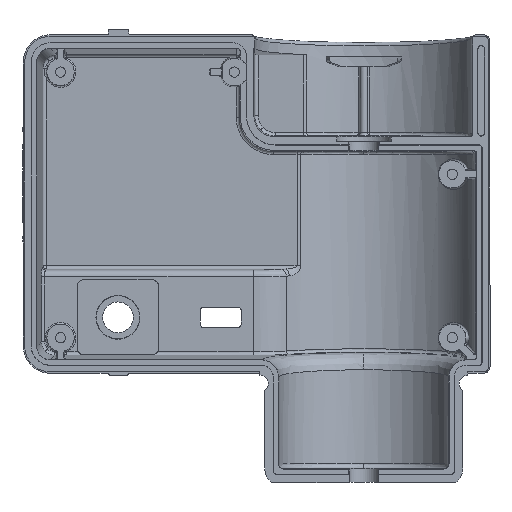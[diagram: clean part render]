
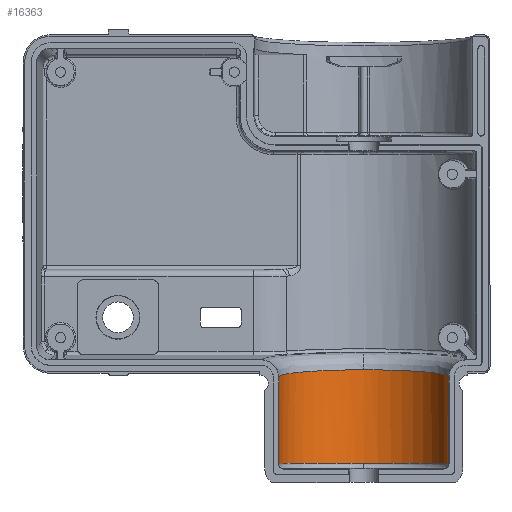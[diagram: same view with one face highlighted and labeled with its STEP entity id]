
A CAD part, front view. The second image highlights one B-rep face of the part: STEP entity #16363.
In plain terms, the highlighted cylindrical face has radius 12.5 mm (diameter 25 mm), a partial arc.
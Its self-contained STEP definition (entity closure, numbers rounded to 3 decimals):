
#1167 = ORIENTED_EDGE ( 'NONE', *, *, #26848, .T. ) ;
#1512 = ORIENTED_EDGE ( 'NONE', *, *, #21245, .T. ) ;
#1872 = CARTESIAN_POINT ( 'NONE',  ( 28.5, -2.5, -40.5 ) ) ;
#1903 = CARTESIAN_POINT ( 'NONE',  ( 3.5, -2.5, -27.751 ) ) ;
#2216 = CARTESIAN_POINT ( 'NONE',  ( 16., 10., -26.702 ) ) ;
#2677 = DIRECTION ( 'NONE',  ( 1., 0., 0. ) ) ;
#3327 = CARTESIAN_POINT ( 'NONE',  ( 16., -2.5, 33.005 ) ) ;
#4409 =( BOUNDED_CURVE ( )  B_SPLINE_CURVE ( 3, ( #24460, #25835, #15145, #2216 ),
 .UNSPECIFIED., .F., .F. ) 
 B_SPLINE_CURVE_WITH_KNOTS ( ( 4, 4 ),
 ( 4.712, 6.283 ),
 .UNSPECIFIED. ) 
 CURVE ( )  GEOMETRIC_REPRESENTATION_ITEM ( )  RATIONAL_B_SPLINE_CURVE ( ( 1., 0.805, 0.805, 1. ) ) 
 REPRESENTATION_ITEM ( '' )  );
#4729 = CARTESIAN_POINT ( 'NONE',  ( 28.5, -2.5, -40.5 ) ) ;
#4926 = EDGE_CURVE ( 'NONE', #12281, #33767, #9591, .T. ) ;
#5530 = CARTESIAN_POINT ( 'NONE',  ( 28.5, -2.5, -27.751 ) ) ;
#5701 = CARTESIAN_POINT ( 'NONE',  ( 16., 10., -26.702 ) ) ;
#6179 = EDGE_LOOP ( 'NONE', ( #8868, #1167, #1512, #22037, #7926, #16780 ) ) ;
#7926 = ORIENTED_EDGE ( 'NONE', *, *, #20413, .T. ) ;
#8495 = VERTEX_POINT ( 'NONE', #9024 ) ;
#8868 = ORIENTED_EDGE ( 'NONE', *, *, #34260, .T. ) ;
#9013 = CARTESIAN_POINT ( 'NONE',  ( 3.5, 4.822, -40.44 ) ) ;
#9024 = CARTESIAN_POINT ( 'NONE',  ( 3.5, -2.5, -40.5 ) ) ;
#9591 =( BOUNDED_CURVE ( )  B_SPLINE_CURVE ( 3, ( #28611, #12123, #22055, #32040 ),
 .UNSPECIFIED., .F., .T. ) 
 B_SPLINE_CURVE_WITH_KNOTS ( ( 4, 4 ),
 ( 0., 1.571 ),
 .UNSPECIFIED. ) 
 CURVE ( )  GEOMETRIC_REPRESENTATION_ITEM ( )  RATIONAL_B_SPLINE_CURVE ( ( 1., 0.805, 0.805, 1. ) ) 
 REPRESENTATION_ITEM ( '' )  );
#10482 = CARTESIAN_POINT ( 'NONE',  ( 23.322, 10., -40.397 ) ) ;
#12123 = CARTESIAN_POINT ( 'NONE',  ( 8.678, 10., -26.702 ) ) ;
#12281 = VERTEX_POINT ( 'NONE', #5701 ) ;
#14187 = CARTESIAN_POINT ( 'NONE',  ( 8.678, 10., -40.397 ) ) ;
#14961 = LINE ( 'NONE', #18236, #28938 ) ;
#15145 = CARTESIAN_POINT ( 'NONE',  ( 23.322, 10., -26.702 ) ) ;
#15878 = CARTESIAN_POINT ( 'NONE',  ( 28.5, 4.822, -40.44 ) ) ;
#16318 = DIRECTION ( 'NONE',  ( 0., 0., 1. ) ) ;
#16363 = ADVANCED_FACE ( 'NONE', ( #24277 ), #23391, .F. ) ;
#16695 = AXIS2_PLACEMENT_3D ( 'NONE', #3327, #16318, #2677 ) ;
#16780 = ORIENTED_EDGE ( 'NONE', *, *, #4926, .T. ) ;
#17317 = CARTESIAN_POINT ( 'NONE',  ( 3.5, -2.5, -27.751 ) ) ;
#18236 = CARTESIAN_POINT ( 'NONE',  ( 28.5, -2.5, -41.25 ) ) ;
#19928 = CARTESIAN_POINT ( 'NONE',  ( 3.5, -2.5, -40.5 ) ) ;
#20413 = EDGE_CURVE ( 'NONE', #30878, #12281, #4409, .T. ) ;
#21065 = DIRECTION ( 'NONE',  ( 0., 0., 1. ) ) ;
#21245 = EDGE_CURVE ( 'NONE', #23872, #35692, #21960, .T. ) ;
#21960 =( BOUNDED_CURVE ( )  B_SPLINE_CURVE ( 3, ( #28673, #10482, #15878, #1872 ),
 .UNSPECIFIED., .F., .T. ) 
 B_SPLINE_CURVE_WITH_KNOTS ( ( 4, 4 ),
 ( 0., 1.571 ),
 .UNSPECIFIED. ) 
 CURVE ( )  GEOMETRIC_REPRESENTATION_ITEM ( )  RATIONAL_B_SPLINE_CURVE ( ( 1., 0.805, 0.805, 1. ) ) 
 REPRESENTATION_ITEM ( '' )  );
#22037 = ORIENTED_EDGE ( 'NONE', *, *, #25743, .T. ) ;
#22055 = CARTESIAN_POINT ( 'NONE',  ( 3.5, 4.822, -27.137 ) ) ;
#22266 =( BOUNDED_CURVE ( )  B_SPLINE_CURVE ( 3, ( #19928, #9013, #14187, #29514 ),
 .UNSPECIFIED., .F., .T. ) 
 B_SPLINE_CURVE_WITH_KNOTS ( ( 4, 4 ),
 ( 4.712, 6.283 ),
 .UNSPECIFIED. ) 
 CURVE ( )  GEOMETRIC_REPRESENTATION_ITEM ( )  RATIONAL_B_SPLINE_CURVE ( ( 1., 0.805, 0.805, 1. ) ) 
 REPRESENTATION_ITEM ( '' )  );
#23391 = CYLINDRICAL_SURFACE ( 'NONE', #16695, 12.5 ) ;
#23872 = VERTEX_POINT ( 'NONE', #31002 ) ;
#24277 = FACE_OUTER_BOUND ( 'NONE', #6179, .T. ) ;
#24460 = CARTESIAN_POINT ( 'NONE',  ( 28.5, -2.5, -27.751 ) ) ;
#25743 = EDGE_CURVE ( 'NONE', #35692, #30878, #14961, .T. ) ;
#25835 = CARTESIAN_POINT ( 'NONE',  ( 28.5, 4.822, -27.137 ) ) ;
#26848 = EDGE_CURVE ( 'NONE', #8495, #23872, #22266, .T. ) ;
#28611 = CARTESIAN_POINT ( 'NONE',  ( 16., 10., -26.702 ) ) ;
#28673 = CARTESIAN_POINT ( 'NONE',  ( 16., 10., -40.397 ) ) ;
#28745 = VECTOR ( 'NONE', #31657, 1000. ) ;
#28938 = VECTOR ( 'NONE', #21065, 1000. ) ;
#29514 = CARTESIAN_POINT ( 'NONE',  ( 16., 10., -40.397 ) ) ;
#30878 = VERTEX_POINT ( 'NONE', #5530 ) ;
#31002 = CARTESIAN_POINT ( 'NONE',  ( 16., 10., -40.397 ) ) ;
#31657 = DIRECTION ( 'NONE',  ( 0., 0., -1. ) ) ;
#32040 = CARTESIAN_POINT ( 'NONE',  ( 3.5, -2.5, -27.751 ) ) ;
#33767 = VERTEX_POINT ( 'NONE', #1903 ) ;
#34260 = EDGE_CURVE ( 'NONE', #33767, #8495, #36217, .T. ) ;
#35692 = VERTEX_POINT ( 'NONE', #4729 ) ;
#36217 = LINE ( 'NONE', #17317, #28745 ) ;
